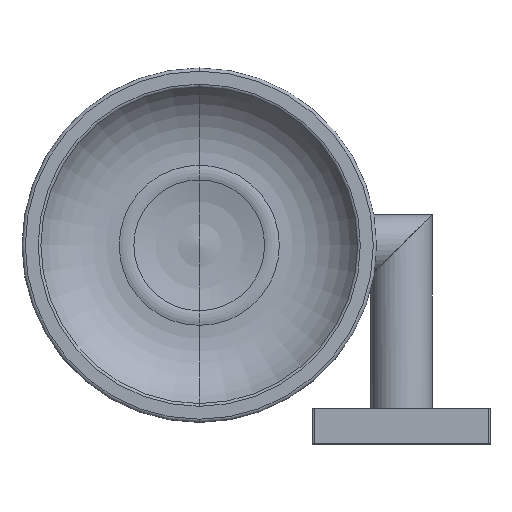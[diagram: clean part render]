
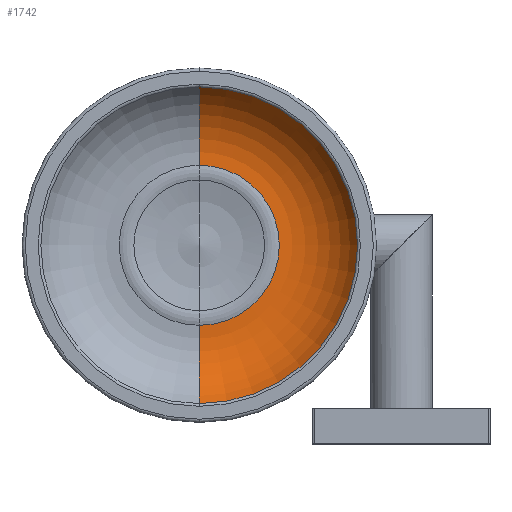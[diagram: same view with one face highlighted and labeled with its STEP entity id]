
A CAD part, top view. The second image highlights one B-rep face of the part: STEP entity #1742.
In plain terms, the highlighted toroidal (fillet/blend) face has major radius 27.623 mm and minor radius 25.023 mm.
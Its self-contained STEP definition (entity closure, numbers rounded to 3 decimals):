
#27 = CIRCLE ( 'NONE', #4570, 24.801 ) ;
#31 = CIRCLE ( 'NONE', #4487, 25.023 ) ;
#50 = CIRCLE ( 'NONE', #4595, 25.023 ) ;
#678 = CARTESIAN_POINT ( 'NONE',  ( 0., 40.03, 27.623 ) ) ;
#682 = DIRECTION ( 'NONE',  ( -1., 0., 0. ) ) ;
#683 = DIRECTION ( 'NONE',  ( 0., 0., 1. ) ) ;
#687 = CARTESIAN_POINT ( 'NONE',  ( 0., 15.166, 0. ) ) ;
#688 = DIRECTION ( 'NONE',  ( 0., 1., 0. ) ) ;
#689 = DIRECTION ( 'NONE',  ( 0., 0., 1. ) ) ;
#732 = CARTESIAN_POINT ( 'NONE',  ( 0., 27.115, 0. ) ) ;
#733 = DIRECTION ( 'NONE',  ( 0., 1., 0. ) ) ;
#734 = DIRECTION ( 'NONE',  ( 0., 0., 1. ) ) ;
#777 = CARTESIAN_POINT ( 'NONE',  ( 0., 40.03, -27.623 ) ) ;
#778 = DIRECTION ( 'NONE',  ( 1., 0., 0. ) ) ;
#779 = DIRECTION ( 'NONE',  ( 0., 0., -1. ) ) ;
#1189 = AXIS2_PLACEMENT_3D ( 'NONE', #2528, #2527, #2526 ) ;
#1193 = FACE_OUTER_BOUND ( 'NONE', #2913, .T. ) ;
#1742 = ADVANCED_FACE ( 'NONE', ( #1193 ), #3967, .F. ) ;
#2526 = DIRECTION ( 'NONE',  ( 0., 0., 1. ) ) ;
#2527 = DIRECTION ( 'NONE',  ( 0., 1., 0. ) ) ;
#2528 = CARTESIAN_POINT ( 'NONE',  ( 0., 40.03, 0. ) ) ;
#2645 = CARTESIAN_POINT ( 'NONE',  ( 0., 27.115, 49.056 ) ) ;
#2646 = CARTESIAN_POINT ( 'NONE',  ( 0., 27.115, -49.056 ) ) ;
#2647 = CARTESIAN_POINT ( 'NONE',  ( 0., 15.166, 24.801 ) ) ;
#2649 = CARTESIAN_POINT ( 'NONE',  ( 0., 15.166, -24.801 ) ) ;
#2913 = EDGE_LOOP ( 'NONE', ( #2984, #2985, #2986, #2983 ) ) ;
#2983 = ORIENTED_EDGE ( 'NONE', *, *, #4398, .T. ) ;
#2984 = ORIENTED_EDGE ( 'NONE', *, *, #4413, .F. ) ;
#2985 = ORIENTED_EDGE ( 'NONE', *, *, #4383, .F. ) ;
#2986 = ORIENTED_EDGE ( 'NONE', *, *, #4381, .T. ) ;
#3547 = VERTEX_POINT ( 'NONE', #2649 ) ;
#3549 = VERTEX_POINT ( 'NONE', #2647 ) ;
#3550 = VERTEX_POINT ( 'NONE', #2646 ) ;
#3551 = VERTEX_POINT ( 'NONE', #2645 ) ;
#3967 = TOROIDAL_SURFACE ( 'NONE', #1189, 27.623, 25.023 ) ;
#3979 = CIRCLE ( 'NONE', #4547, 49.056 ) ;
#4381 = EDGE_CURVE ( 'NONE', #3549, #3551, #31, .T. ) ;
#4383 = EDGE_CURVE ( 'NONE', #3549, #3547, #27, .T. ) ;
#4398 = EDGE_CURVE ( 'NONE', #3551, #3550, #3979, .T. ) ;
#4413 = EDGE_CURVE ( 'NONE', #3547, #3550, #50, .T. ) ;
#4487 = AXIS2_PLACEMENT_3D ( 'NONE', #678, #682, #683 ) ;
#4547 = AXIS2_PLACEMENT_3D ( 'NONE', #732, #733, #734 ) ;
#4570 = AXIS2_PLACEMENT_3D ( 'NONE', #687, #688, #689 ) ;
#4595 = AXIS2_PLACEMENT_3D ( 'NONE', #777, #778, #779 ) ;
